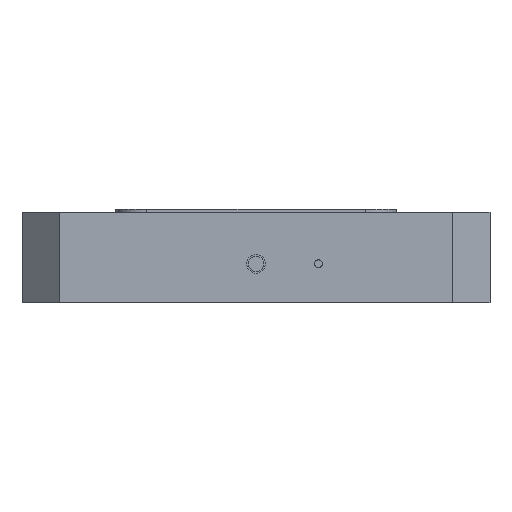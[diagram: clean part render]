
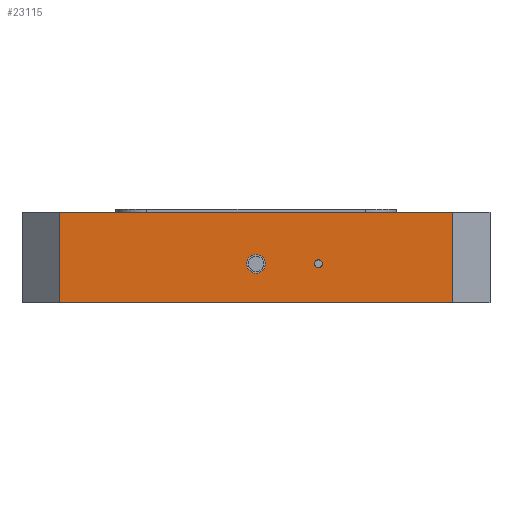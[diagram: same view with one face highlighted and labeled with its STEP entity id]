
A CAD part, left-side view. The second image highlights one B-rep face of the part: STEP entity #23115.
In plain terms, the highlighted planar face has unit normal (-1, 0, 0).
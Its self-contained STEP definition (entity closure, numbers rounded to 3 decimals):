
#16 = CARTESIAN_POINT ( 'NONE',  ( -75., -63., 0. ) ) ;
#627 = AXIS2_PLACEMENT_3D ( 'NONE', #41993, #46452, #33154 ) ;
#1343 = DIRECTION ( 'NONE',  ( -1., 0., 0. ) ) ;
#1998 = CIRCLE ( 'NONE', #12058, 1.25 ) ;
#2829 = EDGE_LOOP ( 'NONE', ( #7349, #44027, #57048, #21527 ) ) ;
#3396 = CARTESIAN_POINT ( 'NONE',  ( -75., -75., 29. ) ) ;
#4638 = CARTESIAN_POINT ( 'NONE',  ( -75., -75., 29. ) ) ;
#5584 = AXIS2_PLACEMENT_3D ( 'NONE', #4638, #13609, #35590 ) ;
#5608 = DIRECTION ( 'NONE',  ( 0., 0., -1. ) ) ;
#6690 = CARTESIAN_POINT ( 'NONE',  ( -75., 0., 12.5 ) ) ;
#7349 = ORIENTED_EDGE ( 'NONE', *, *, #14856, .T. ) ;
#8232 = VECTOR ( 'NONE', #30464, 1000. ) ;
#8846 = CARTESIAN_POINT ( 'NONE',  ( -75., -63., 29. ) ) ;
#9234 = LINE ( 'NONE', #3396, #49656 ) ;
#9405 = CARTESIAN_POINT ( 'NONE',  ( -75., 63., 29. ) ) ;
#10125 = CARTESIAN_POINT ( 'NONE',  ( -75., -20., 12.5 ) ) ;
#11225 = CARTESIAN_POINT ( 'NONE',  ( -75., -75., 0. ) ) ;
#12058 = AXIS2_PLACEMENT_3D ( 'NONE', #48663, #44168, #44740 ) ;
#12538 = CARTESIAN_POINT ( 'NONE',  ( -75., -20., 11.25 ) ) ;
#13035 = PLANE ( 'NONE',  #5584 ) ;
#13038 = CARTESIAN_POINT ( 'NONE',  ( -75., 0., 10. ) ) ;
#13609 = DIRECTION ( 'NONE',  ( 1., 0., 0. ) ) ;
#14031 = EDGE_LOOP ( 'NONE', ( #57187, #14361 ) ) ;
#14361 = ORIENTED_EDGE ( 'NONE', *, *, #47399, .F. ) ;
#14400 = ORIENTED_EDGE ( 'NONE', *, *, #47843, .F. ) ;
#14505 = EDGE_CURVE ( 'NONE', #35918, #14776, #1998, .T. ) ;
#14776 = VERTEX_POINT ( 'NONE', #24041 ) ;
#14856 = EDGE_CURVE ( 'NONE', #51953, #50829, #22122, .T. ) ;
#19684 = LINE ( 'NONE', #45146, #32903 ) ;
#20103 = DIRECTION ( 'NONE',  ( -1., 0., 0. ) ) ;
#20576 = EDGE_LOOP ( 'NONE', ( #14400, #41263 ) ) ;
#21527 = ORIENTED_EDGE ( 'NONE', *, *, #44163, .T. ) ;
#22122 = LINE ( 'NONE', #11225, #8232 ) ;
#22734 = VERTEX_POINT ( 'NONE', #9405 ) ;
#23115 = ADVANCED_FACE ( 'NONE', ( #25624, #47979, #24230 ), #13035, .F. ) ;
#23402 = CIRCLE ( 'NONE', #627, 2.5 ) ;
#24041 = CARTESIAN_POINT ( 'NONE',  ( -75., -20., 13.75 ) ) ;
#24134 = CARTESIAN_POINT ( 'NONE',  ( -75., 0., 15. ) ) ;
#24230 = FACE_OUTER_BOUND ( 'NONE', #2829, .T. ) ;
#25122 = CARTESIAN_POINT ( 'NONE',  ( -75., 63., 0. ) ) ;
#25624 = FACE_BOUND ( 'NONE', #20576, .T. ) ;
#30464 = DIRECTION ( 'NONE',  ( 0., -1., 0. ) ) ;
#32903 = VECTOR ( 'NONE', #5608, 1000. ) ;
#33042 = EDGE_CURVE ( 'NONE', #50829, #44678, #44278, .T. ) ;
#33133 = DIRECTION ( 'NONE',  ( 0., 0., 1. ) ) ;
#33154 = DIRECTION ( 'NONE',  ( 0., 0., 1. ) ) ;
#34032 = EDGE_CURVE ( 'NONE', #37668, #56431, #40739, .T. ) ;
#35590 = DIRECTION ( 'NONE',  ( 0., 0., -1. ) ) ;
#35918 = VERTEX_POINT ( 'NONE', #12538 ) ;
#37377 = DIRECTION ( 'NONE',  ( 0., 0., 1. ) ) ;
#37668 = VERTEX_POINT ( 'NONE', #24134 ) ;
#38657 = DIRECTION ( 'NONE',  ( 0., -1., 0. ) ) ;
#40311 = CARTESIAN_POINT ( 'NONE',  ( -75., -63., 29. ) ) ;
#40506 = DIRECTION ( 'NONE',  ( 0., 0., 1. ) ) ;
#40739 = CIRCLE ( 'NONE', #45752, 2.5 ) ;
#41263 = ORIENTED_EDGE ( 'NONE', *, *, #14505, .F. ) ;
#41524 = VECTOR ( 'NONE', #40506, 1000. ) ;
#41993 = CARTESIAN_POINT ( 'NONE',  ( -75., 0., 12.5 ) ) ;
#43160 = EDGE_CURVE ( 'NONE', #22734, #44678, #9234, .T. ) ;
#44027 = ORIENTED_EDGE ( 'NONE', *, *, #33042, .T. ) ;
#44163 = EDGE_CURVE ( 'NONE', #22734, #51953, #19684, .T. ) ;
#44168 = DIRECTION ( 'NONE',  ( -1., 0., 0. ) ) ;
#44278 = LINE ( 'NONE', #40311, #41524 ) ;
#44678 = VERTEX_POINT ( 'NONE', #8846 ) ;
#44740 = DIRECTION ( 'NONE',  ( 0., 0., 1. ) ) ;
#45146 = CARTESIAN_POINT ( 'NONE',  ( -75., 63., 29. ) ) ;
#45752 = AXIS2_PLACEMENT_3D ( 'NONE', #6690, #20103, #33133 ) ;
#46452 = DIRECTION ( 'NONE',  ( -1., 0., 0. ) ) ;
#47399 = EDGE_CURVE ( 'NONE', #56431, #37668, #23402, .T. ) ;
#47843 = EDGE_CURVE ( 'NONE', #14776, #35918, #48489, .T. ) ;
#47979 = FACE_BOUND ( 'NONE', #14031, .T. ) ;
#48489 = CIRCLE ( 'NONE', #56978, 1.25 ) ;
#48663 = CARTESIAN_POINT ( 'NONE',  ( -75., -20., 12.5 ) ) ;
#49656 = VECTOR ( 'NONE', #38657, 1000. ) ;
#50829 = VERTEX_POINT ( 'NONE', #16 ) ;
#51953 = VERTEX_POINT ( 'NONE', #25122 ) ;
#56431 = VERTEX_POINT ( 'NONE', #13038 ) ;
#56978 = AXIS2_PLACEMENT_3D ( 'NONE', #10125, #1343, #37377 ) ;
#57048 = ORIENTED_EDGE ( 'NONE', *, *, #43160, .F. ) ;
#57187 = ORIENTED_EDGE ( 'NONE', *, *, #34032, .F. ) ;
